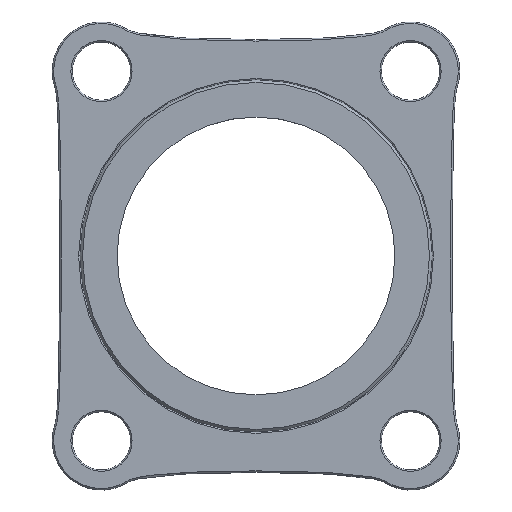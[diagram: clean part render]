
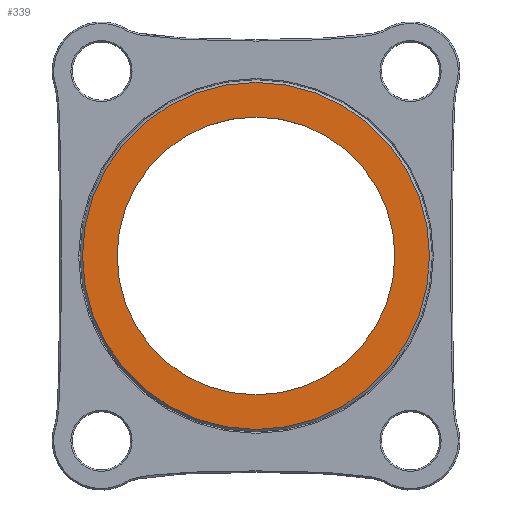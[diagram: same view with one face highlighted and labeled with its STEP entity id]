
A CAD part, top view. The second image highlights one B-rep face of the part: STEP entity #339.
In plain terms, the highlighted planar face has unit normal (0, 0, 1).
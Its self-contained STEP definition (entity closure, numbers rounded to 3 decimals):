
#89 = VERTEX_POINT ( 'NONE', #1821 ) ;
#339 = ADVANCED_FACE ( 'NONE', ( #2537, #5089 ), #3346, .T. ) ;
#485 = AXIS2_PLACEMENT_3D ( 'NONE', #2584, #4811, #3959 ) ;
#685 = ORIENTED_EDGE ( 'NONE', *, *, #5175, .T. ) ;
#853 = CARTESIAN_POINT ( 'NONE',  ( -27.5, 0., 10. ) ) ;
#1039 = EDGE_LOOP ( 'NONE', ( #685, #1195 ) ) ;
#1195 = ORIENTED_EDGE ( 'NONE', *, *, #3796, .T. ) ;
#1253 = VERTEX_POINT ( 'NONE', #4728 ) ;
#1382 = AXIS2_PLACEMENT_3D ( 'NONE', #2295, #3659, #1873 ) ;
#1461 = EDGE_CURVE ( 'NONE', #1253, #89, #1685, .T. ) ;
#1517 = DIRECTION ( 'NONE',  ( 0., 0., 1. ) ) ;
#1685 = CIRCLE ( 'NONE', #2037, 34.35 ) ;
#1741 = CIRCLE ( 'NONE', #3498, 27.5 ) ;
#1770 = EDGE_LOOP ( 'NONE', ( #3910, #4498 ) ) ;
#1821 = CARTESIAN_POINT ( 'NONE',  ( 34.35, 0., 10. ) ) ;
#1873 = DIRECTION ( 'NONE',  ( 1., 0., 0. ) ) ;
#2037 = AXIS2_PLACEMENT_3D ( 'NONE', #2443, #1517, #4606 ) ;
#2295 = CARTESIAN_POINT ( 'NONE',  ( 0., 0., 10. ) ) ;
#2443 = CARTESIAN_POINT ( 'NONE',  ( 0., 0., 10. ) ) ;
#2537 = FACE_OUTER_BOUND ( 'NONE', #1770, .T. ) ;
#2584 = CARTESIAN_POINT ( 'NONE',  ( 0., 0., 10. ) ) ;
#2638 = DIRECTION ( 'NONE',  ( 1., 0., 0. ) ) ;
#2735 = AXIS2_PLACEMENT_3D ( 'NONE', #4673, #4655, #5493 ) ;
#3081 = CARTESIAN_POINT ( 'NONE',  ( 0., 0., 10. ) ) ;
#3265 = VERTEX_POINT ( 'NONE', #4459 ) ;
#3346 = PLANE ( 'NONE',  #2735 ) ;
#3498 = AXIS2_PLACEMENT_3D ( 'NONE', #3081, #5662, #2638 ) ;
#3659 = DIRECTION ( 'NONE',  ( 0., 0., -1. ) ) ;
#3796 = EDGE_CURVE ( 'NONE', #3265, #5704, #5043, .T. ) ;
#3910 = ORIENTED_EDGE ( 'NONE', *, *, #1461, .T. ) ;
#3943 = CIRCLE ( 'NONE', #485, 34.35 ) ;
#3959 = DIRECTION ( 'NONE',  ( 1., 0., 0. ) ) ;
#4459 = CARTESIAN_POINT ( 'NONE',  ( 27.5, 0., 10. ) ) ;
#4498 = ORIENTED_EDGE ( 'NONE', *, *, #5525, .T. ) ;
#4606 = DIRECTION ( 'NONE',  ( 1., 0., 0. ) ) ;
#4655 = DIRECTION ( 'NONE',  ( 0., 0., 1. ) ) ;
#4673 = CARTESIAN_POINT ( 'NONE',  ( 0., 0., 10. ) ) ;
#4728 = CARTESIAN_POINT ( 'NONE',  ( -34.35, 0., 10. ) ) ;
#4811 = DIRECTION ( 'NONE',  ( 0., 0., 1. ) ) ;
#5043 = CIRCLE ( 'NONE', #1382, 27.5 ) ;
#5089 = FACE_BOUND ( 'NONE', #1039, .T. ) ;
#5175 = EDGE_CURVE ( 'NONE', #5704, #3265, #1741, .T. ) ;
#5493 = DIRECTION ( 'NONE',  ( 1., 0., 0. ) ) ;
#5525 = EDGE_CURVE ( 'NONE', #89, #1253, #3943, .T. ) ;
#5662 = DIRECTION ( 'NONE',  ( 0., 0., -1. ) ) ;
#5704 = VERTEX_POINT ( 'NONE', #853 ) ;
